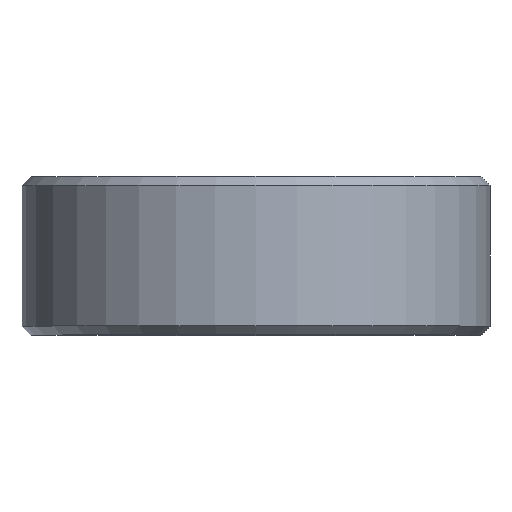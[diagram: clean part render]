
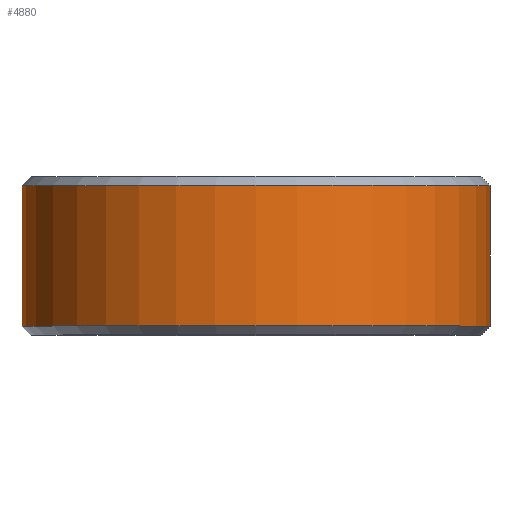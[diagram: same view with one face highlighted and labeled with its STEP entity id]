
A CAD part, top view. The second image highlights one B-rep face of the part: STEP entity #4880.
In plain terms, the highlighted cylindrical face has radius 33.02 mm (diameter 66.04 mm), a full revolution.
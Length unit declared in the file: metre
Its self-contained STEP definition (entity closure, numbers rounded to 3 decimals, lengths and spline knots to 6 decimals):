
#2113=ORIENTED_EDGE('',*,*,#3080,.T.);
#2114=ORIENTED_EDGE('',*,*,#3081,.T.);
#3080=EDGE_CURVE('',#3611,#3611,#3872,.F.);
#3081=EDGE_CURVE('',#3612,#3612,#3873,.T.);
#3611=VERTEX_POINT('',#8837);
#3612=VERTEX_POINT('',#8839);
#3872=CIRCLE('',#5476,0.03302);
#3873=CIRCLE('',#5477,0.03302);
#4146=EDGE_LOOP('',(#2113));
#4147=EDGE_LOOP('',(#2114));
#4462=FACE_BOUND('',#4146,.T.);
#4463=FACE_BOUND('',#4147,.T.);
#4658=CYLINDRICAL_SURFACE('',#5475,0.03302);
#4880=ADVANCED_FACE('',(#4462,#4463),#4658,.T.);
#5475=AXIS2_PLACEMENT_3D('',#8835,#6895,#6896);
#5476=AXIS2_PLACEMENT_3D('',#8836,#6897,#6898);
#5477=AXIS2_PLACEMENT_3D('',#8838,#6899,#6900);
#6895=DIRECTION('',(0.,1.,0.));
#6896=DIRECTION('',(0.,0.,1.));
#6897=DIRECTION('',(0.,-1.,0.));
#6898=DIRECTION('',(0.,0.,-1.));
#6899=DIRECTION('',(0.,-1.,0.));
#6900=DIRECTION('',(0.,0.,-1.));
#8835=CARTESIAN_POINT('',(0.,-0.011176,0.));
#8836=CARTESIAN_POINT('',(0.,-0.009906,0.));
#8837=CARTESIAN_POINT('',(0.,-0.009906,-0.03302));
#8838=CARTESIAN_POINT('',(0.,0.009906,0.));
#8839=CARTESIAN_POINT('',(0.,0.009906,-0.03302));
